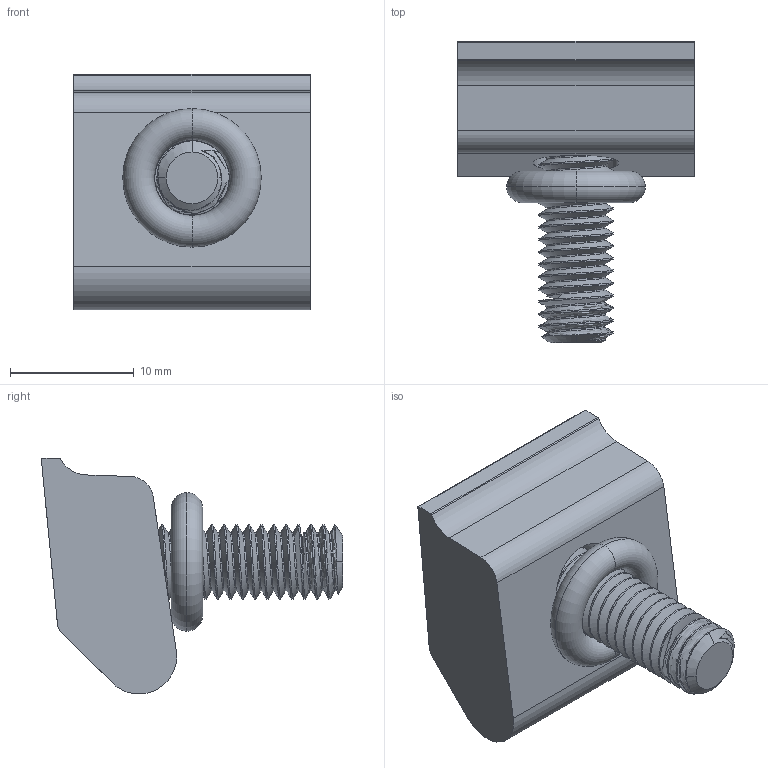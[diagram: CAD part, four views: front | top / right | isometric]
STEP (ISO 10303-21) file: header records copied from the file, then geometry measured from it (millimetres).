
FILE_DESCRIPTION (( 'STEP AP203' ), '1' );
FILE_NAME ('SW3dPS-56065.step.step', '2012-09-14T05:04:21', ( 'sysAdmin' ), ( 'SolidWorks' ), 'SwSTEP 2.0', 'SolidWorks 2012', '' );
FILE_SCHEMA (( 'CONFIG_CONTROL_DESIGN' ));
Length unit declared in the file: millimetre
Products named in the file (4): SW3dPS-56065.step; SW3dPS-56065.step_SW3dPS-56065_oring; SW3dPS-56065.step_SW3dPS-56065_M6x20 BHCS; SW3dPS-56065.step_SW3dPS-56065_26065
Assembly tree (3 placements, depth 2):
  SW3dPS-56065.step
    SW3dPS-56065.step_SW3dPS-56065_26065
    SW3dPS-56065.step_SW3dPS-56065_M6x20 BHCS
    SW3dPS-56065.step_SW3dPS-56065_oring
Bounding box: 19.05 x 24.32 x 19.04 mm (x, y, z)
Volume: 2912.8 mm3; surface area: 2492 mm2
Topology: 3 solids, 3 shells, 135 faces, 384 edges, 254 vertices
Faces by surface type: cylinder 97, plane 21, cone 9, bspline 4, torus 4
Entity records: 6754 total; most frequent: CARTESIAN_POINT 3354, ORIENTED_EDGE 768, DIRECTION 506, EDGE_CURVE 384, VERTEX_POINT 254, AXIS2_PLACEMENT_3D 184, VECTOR 138, LINE 138
